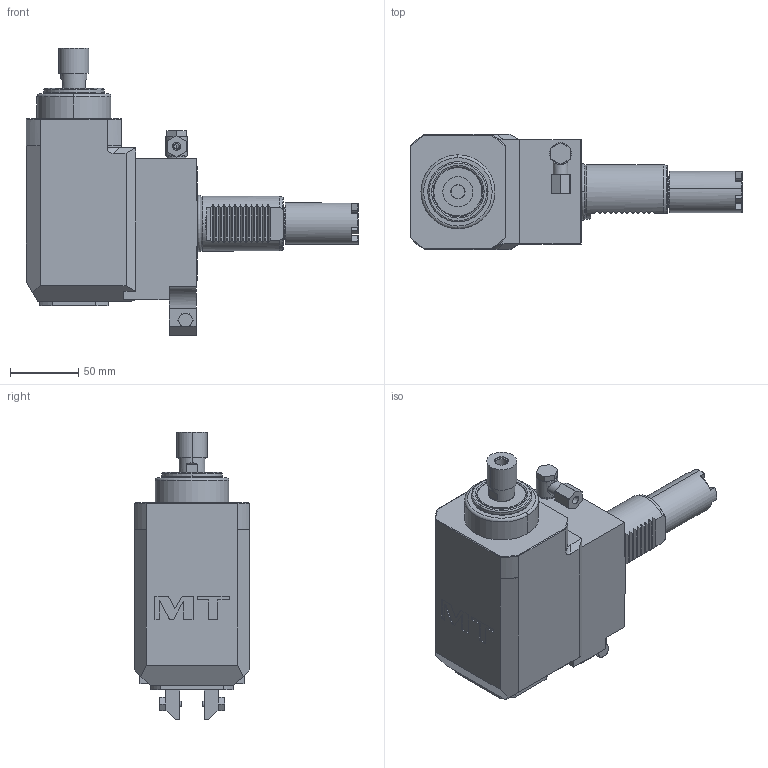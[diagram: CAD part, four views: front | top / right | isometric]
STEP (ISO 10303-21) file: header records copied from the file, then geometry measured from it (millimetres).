
FILE_DESCRIPTION((''),'2;1');
FILE_NAME('HAS0340016_CONF','2024-12-19T08:45:57',('fpalella'),('M.T. srl'),'CREO PARAMETRIC BY PTC INC, 2023352','CREO PARAMETRIC BY PTC INC, 2023352','');
FILE_SCHEMA(('CONFIG_CONTROL_DESIGN'));
Length unit declared in the file: millimetre
Products named in the file (1): HAS0340016_CONF
Bounding box: 242.55 x 84 x 210.25 mm (x, y, z)
Volume: 1380683.2 mm3; surface area: 98650.5 mm2
Topology: 1 solids, 1 shells, 403 faces, 1023 edges, 652 vertices
Faces by surface type: plane 222, cylinder 104, cone 56, torus 19, extrusion 2
Entity records: 13701 total; most frequent: CARTESIAN_POINT 4128, ORIENTED_EDGE 2046, DIRECTION 1903, EDGE_CURVE 1023, AXIS2_PLACEMENT_3D 697, VERTEX_POINT 652, VECTOR 509, LINE 507
